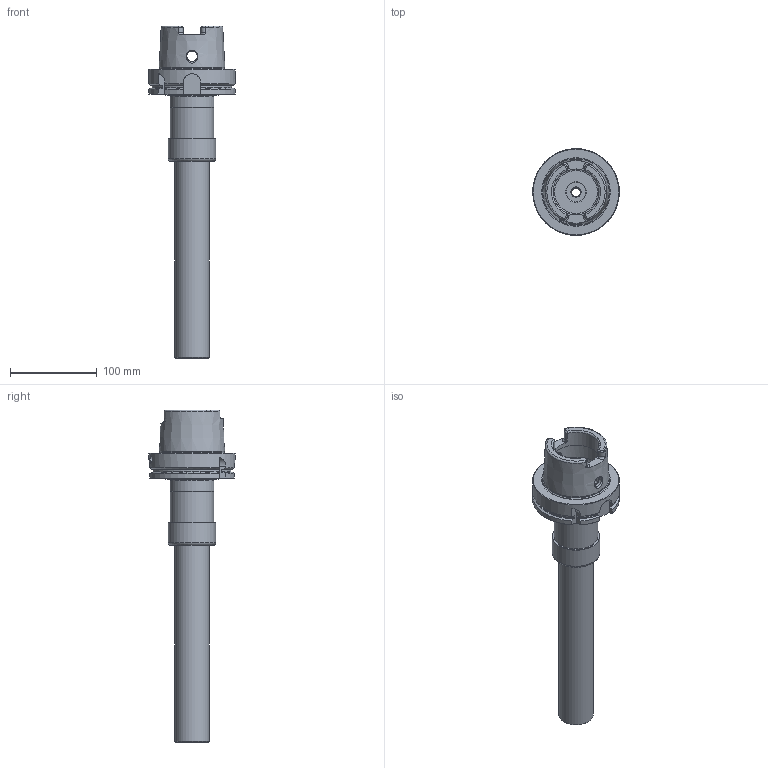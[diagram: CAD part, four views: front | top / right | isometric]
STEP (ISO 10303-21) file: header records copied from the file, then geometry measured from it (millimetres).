
FILE_DESCRIPTION(/* description */ (''),/* implementation_level */ '2;1');
FILE_NAME(/* name */ '888516170.stp',/* time_stamp */ '2021-07-28T09:06:01',/* author */ ('LRA'),/* organization */ ('REGO-FIX'),/* preprocessor_version */ ' Unknown',/* originating_system */ 'SIEMENS PLM Software Solid Edge ST10',/* authorization */ 'Unknown');
FILE_SCHEMA (('AUTOMOTIVE_DESIGN { 1 0 10303 214 2 1 1}'));
Length unit declared in the file: millimetre
Products named in the file (1): NOCUT
Bounding box: 100 x 100 x 383 mm (x, y, z)
Volume: 638510.8 mm3; surface area: 114796.7 mm2
Topology: 1 solids, 3 shells, 178 faces, 435 edges, 272 vertices
Faces by surface type: cylinder 49, cone 47, plane 46, torus 36
Full cylindrical faces by diameter (mm): 8.5 x1, 10 x1, 10.1 x1, 10.106 x1, 12 x3, 13 x1, 22.376 x1, 23.5 x1, 25 x1, 30.5 x1, 31.6 x1, 33 x1, 40 x1, 40.2 x1, 42 x1, 45 x1, 48.376 x2, 50 x1, 50.05 x1, 50.5 x1, 51.3 x1, 53 x2, 54.8 x1, 63 x1, 75.459 x1, 100 x1
Entity records: 6089 total; most frequent: CARTESIAN_POINT 1117, DIRECTION 804, ORIENTED_EDGE 638, AXIS2_PLACEMENT_3D 362, EDGE_CURVE 319, EDGE_LOOP 284, FACE_BOUND 284, VERTEX_POINT 243
